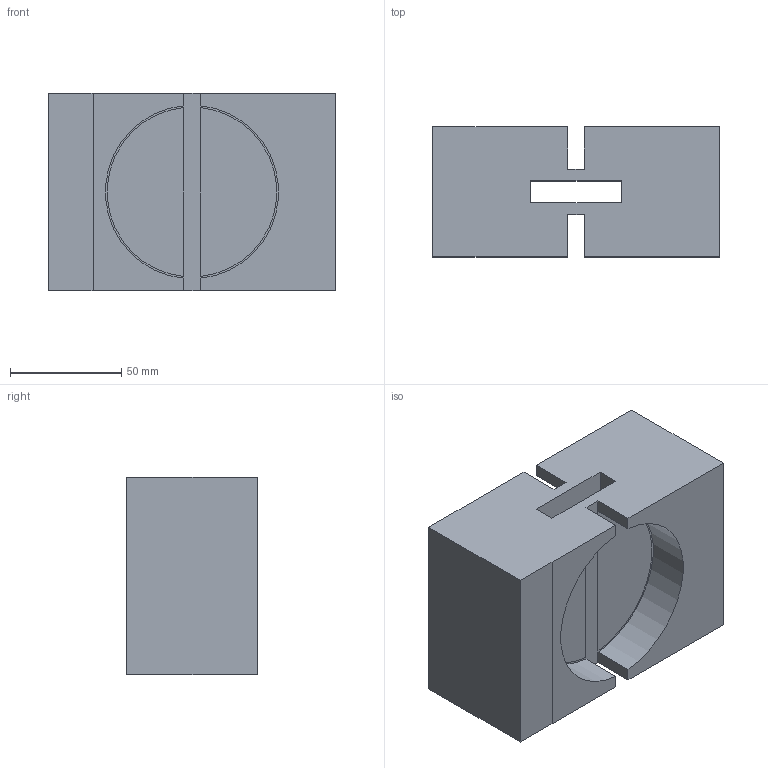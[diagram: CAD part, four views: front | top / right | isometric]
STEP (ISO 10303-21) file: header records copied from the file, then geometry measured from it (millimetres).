
FILE_DESCRIPTION(/* description */ (''),/* implementation_level */ '2;1');
FILE_NAME(/* name */ 'Core_magnet v3.2.stp',/* time_stamp */ '2024-07-08T13:05:07-04:00',/* author */ ('cheap'),/* organization */ (''),/* preprocessor_version */ 'ST-DEVELOPER v20',/* originating_system */ 'Autodesk Inventor 2025',/* authorisation */ '');
FILE_SCHEMA (('AUTOMOTIVE_DESIGN { 1 0 10303 214 3 1 1 }'));
Length unit declared in the file: inch
Products named in the file (1): Core_magnet v3.2
Bounding box: 129 x 58.42 x 88.9 mm (x, y, z)
Volume: 449482.6 mm3; surface area: 65611.2 mm2
Topology: 1 solids, 1 shells, 30 faces, 82 edges, 56 vertices
Faces by surface type: plane 26, cylinder 4
Entity records: 1006 total; most frequent: CARTESIAN_POINT 169, ORIENTED_EDGE 164, DIRECTION 154, EDGE_CURVE 82, LINE 72, VECTOR 72, VERTEX_POINT 56, AXIS2_PLACEMENT_3D 41
